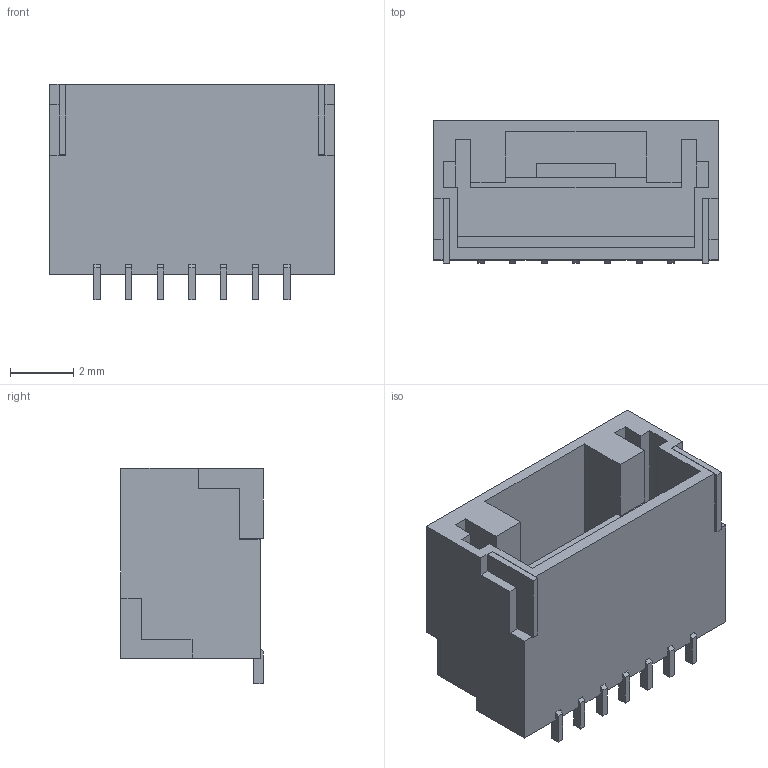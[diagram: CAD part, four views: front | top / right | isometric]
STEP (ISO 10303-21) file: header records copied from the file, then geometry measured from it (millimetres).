
FILE_DESCRIPTION (( 'STEP AP214' ), '1' );
FILE_NAME ('SM07B-NSHSS.STEP', '2019-05-16T02:17:07', ( '' ), ( '' ), 'SwSTEP 2.0', 'SolidWorks 2017', '' );
FILE_SCHEMA (( 'AUTOMOTIVE_DESIGN' ));
Length unit declared in the file: millimetre
Products named in the file (1): SM07B-NSHSS
Bounding box: 9 x 4.5 x 6.8 mm (x, y, z)
Volume: 129.7 mm3; surface area: 415.1 mm2
Topology: 1 solids, 1 shells, 114 faces, 326 edges, 216 vertices
Faces by surface type: plane 114
Entity records: 4244 total; most frequent: CARTESIAN_POINT 657, ORIENTED_EDGE 652, DIRECTION 556, EDGE_CURVE 326, LINE 326, VECTOR 326, VERTEX_POINT 216, EDGE_LOOP 116
